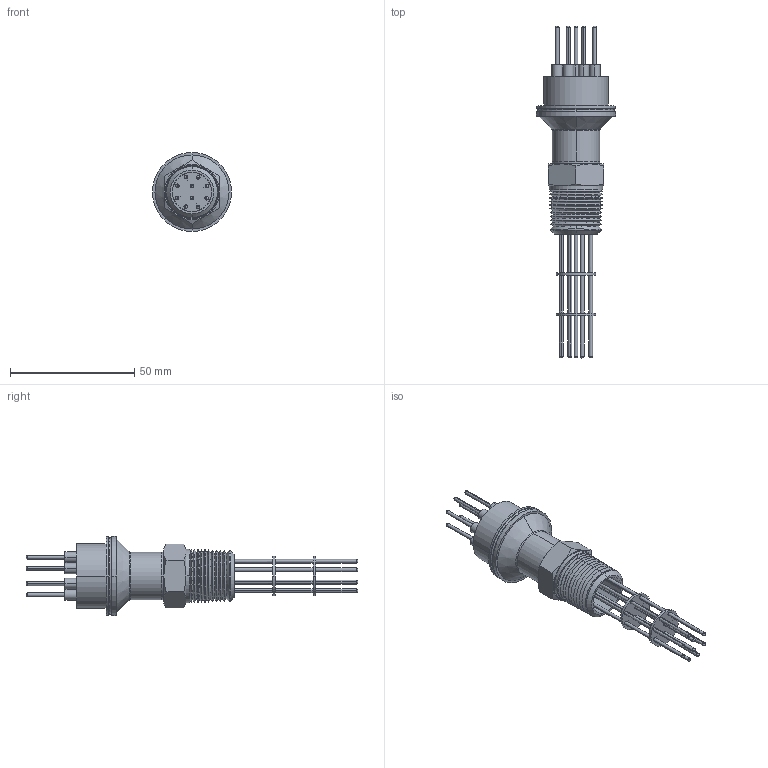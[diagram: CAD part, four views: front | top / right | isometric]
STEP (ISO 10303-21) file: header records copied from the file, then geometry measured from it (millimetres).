
FILE_DESCRIPTION (( 'STEP AP203' ), '1' );
FILE_NAME ('A0424-12-NPT.STEP', '2013-05-14T11:53:11', ( '' ), ( '' ), 'SwSTEP 2.0', 'SolidWorks 2012', '' );
FILE_SCHEMA (( 'CONFIG_CONTROL_DESIGN' ));
Length unit declared in the file: inch
Products named in the file (1): A0424-12-NPT
Bounding box: 31.75 x 133.35 x 31.75 mm (x, y, z)
Volume: 12395.2 mm3; surface area: 19857.3 mm2
Topology: 1 solids, 11 shells, 518 faces, 1254 edges, 785 vertices
Faces by surface type: cylinder 230, cone 109, torus 108, plane 71
Entity records: 17164 total; most frequent: CARTESIAN_POINT 4398, DIRECTION 2993, ORIENTED_EDGE 2444, AXIS2_PLACEMENT_3D 1330, EDGE_CURVE 1222, CIRCLE 811, VERTEX_POINT 785, EDGE_LOOP 649
